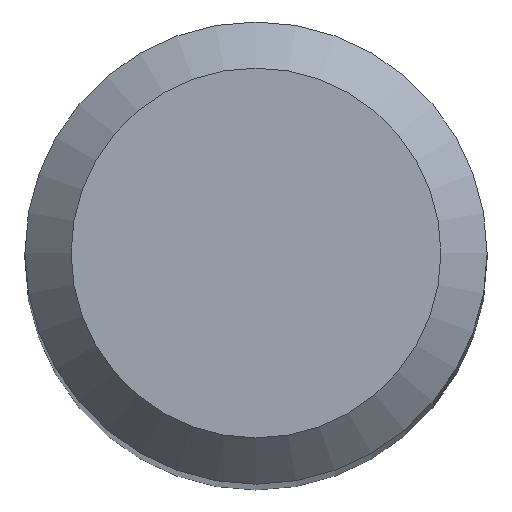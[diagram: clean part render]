
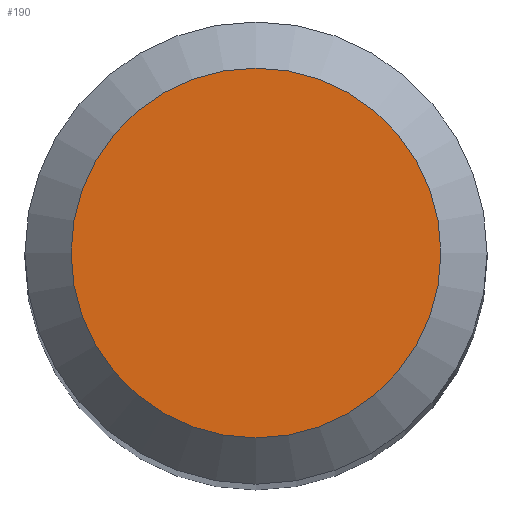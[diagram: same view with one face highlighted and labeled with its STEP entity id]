
A CAD part, top view. The second image highlights one B-rep face of the part: STEP entity #190.
In plain terms, the highlighted planar face has unit normal (0, 0, 1).
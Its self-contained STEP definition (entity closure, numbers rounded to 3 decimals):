
#44 = AXIS2_PLACEMENT_3D ( 'NONE', #205, #223, #64 ) ;
#47 = CARTESIAN_POINT ( 'NONE',  ( 0., 1.2, 38. ) ) ;
#49 = AXIS2_PLACEMENT_3D ( 'NONE', #91, #217, #50 ) ;
#50 = DIRECTION ( 'NONE',  ( 0., 1., 0. ) ) ;
#62 = EDGE_LOOP ( 'NONE', ( #162 ) ) ;
#64 = DIRECTION ( 'NONE',  ( 0., 1., 0. ) ) ;
#91 = CARTESIAN_POINT ( 'NONE',  ( 0., 0., 38. ) ) ;
#145 = VERTEX_POINT ( 'NONE', #47 ) ;
#154 = PLANE ( 'NONE',  #44 ) ;
#155 = CIRCLE ( 'NONE', #49, 1.2 ) ;
#162 = ORIENTED_EDGE ( 'NONE', *, *, #209, .F. ) ;
#190 = ADVANCED_FACE ( 'NONE', ( #219 ), #154, .F. ) ;
#205 = CARTESIAN_POINT ( 'NONE',  ( 0., 0., 38. ) ) ;
#209 = EDGE_CURVE ( 'NONE', #145, #145, #155, .T. ) ;
#217 = DIRECTION ( 'NONE',  ( 0., 0., -1. ) ) ;
#219 = FACE_OUTER_BOUND ( 'NONE', #62, .T. ) ;
#223 = DIRECTION ( 'NONE',  ( 0., 0., -1. ) ) ;
